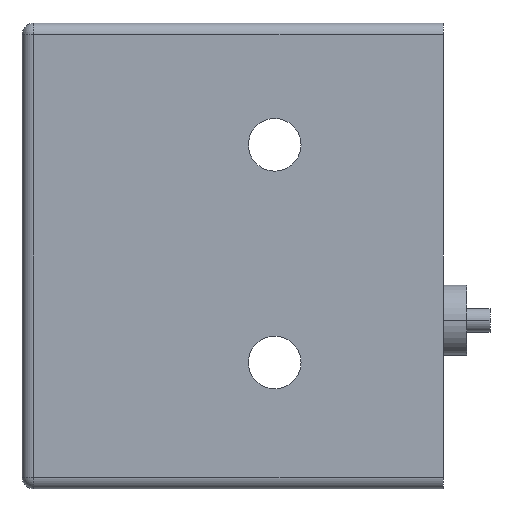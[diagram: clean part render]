
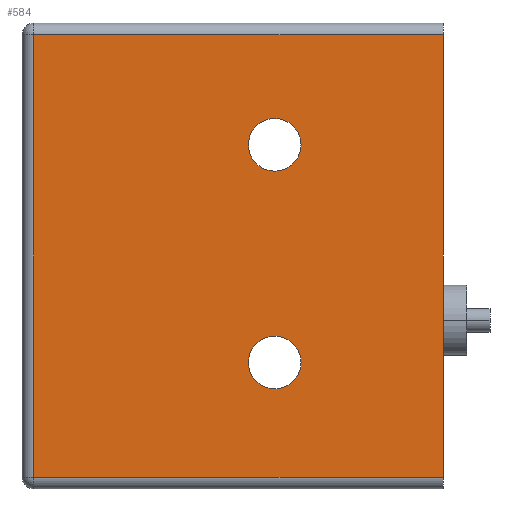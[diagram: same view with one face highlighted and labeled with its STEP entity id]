
A CAD part, front view. The second image highlights one B-rep face of the part: STEP entity #584.
In plain terms, the highlighted planar face has unit normal (0, -1, 0).
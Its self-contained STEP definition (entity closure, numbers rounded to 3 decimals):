
#57=CARTESIAN_POINT('Axis2P3D Location',(1.8,-3.,-4.65)) ;
#61=CARTESIAN_POINT('Vertex',(2.925,-3.,-4.65)) ;
#63=CARTESIAN_POINT('Vertex',(0.675,-3.,-4.65)) ;
#92=CARTESIAN_POINT('Axis2P3D Location',(1.8,-3.,-4.65)) ;
#252=CARTESIAN_POINT('Axis2P3D Location',(1.8,-3.,4.65)) ;
#256=CARTESIAN_POINT('Vertex',(0.675,-3.,4.65)) ;
#258=CARTESIAN_POINT('Vertex',(2.925,-3.,4.65)) ;
#287=CARTESIAN_POINT('Axis2P3D Location',(1.8,-3.,4.65)) ;
#353=CARTESIAN_POINT('Vertex',(-8.5,-3.,-9.55)) ;
#450=CARTESIAN_POINT('Line Origine',(0.,-3.,-9.55)) ;
#454=CARTESIAN_POINT('Vertex',(9.,-3.,-9.55)) ;
#518=CARTESIAN_POINT('Vertex',(9.,-3.,9.35)) ;
#521=CARTESIAN_POINT('Line Origine',(9.,-3.,-0.1)) ;
#553=CARTESIAN_POINT('Axis2P3D Location',(0.,-3.,9.85)) ;
#558=CARTESIAN_POINT('Line Origine',(-8.5,-3.,-0.1)) ;
#562=CARTESIAN_POINT('Vertex',(-8.5,-3.,9.35)) ;
#565=CARTESIAN_POINT('Line Origine',(0.25,-3.,9.35)) ;
#58=DIRECTION('Axis2P3D Direction',(-0.,-1.,-0.)) ;
#93=DIRECTION('Axis2P3D Direction',(-0.,-1.,-0.)) ;
#253=DIRECTION('Axis2P3D Direction',(0.,1.,-0.)) ;
#288=DIRECTION('Axis2P3D Direction',(0.,1.,-0.)) ;
#451=DIRECTION('Vector Direction',(-1.,0.,0.)) ;
#522=DIRECTION('Vector Direction',(0.,0.,-1.)) ;
#554=DIRECTION('Axis2P3D Direction',(0.,-1.,0.)) ;
#555=DIRECTION('Axis2P3D XDirection',(0.,0.,-1.)) ;
#559=DIRECTION('Vector Direction',(0.,0.,-1.)) ;
#566=DIRECTION('Vector Direction',(1.,0.,0.)) ;
#59=AXIS2_PLACEMENT_3D('Circle Axis2P3D',#57,#58,$) ;
#94=AXIS2_PLACEMENT_3D('Circle Axis2P3D',#92,#93,$) ;
#254=AXIS2_PLACEMENT_3D('Circle Axis2P3D',#252,#253,$) ;
#289=AXIS2_PLACEMENT_3D('Circle Axis2P3D',#287,#288,$) ;
#556=AXIS2_PLACEMENT_3D('Plane Axis2P3D',#553,#554,#555) ;
#571=ORIENTED_EDGE('',*,*,#564,.T.) ;
#572=ORIENTED_EDGE('',*,*,#456,.F.) ;
#573=ORIENTED_EDGE('',*,*,#525,.F.) ;
#574=ORIENTED_EDGE('',*,*,#569,.F.) ;
#577=ORIENTED_EDGE('',*,*,#96,.F.) ;
#578=ORIENTED_EDGE('',*,*,#65,.F.) ;
#581=ORIENTED_EDGE('',*,*,#291,.F.) ;
#582=ORIENTED_EDGE('',*,*,#260,.F.) ;
#579=FACE_BOUND('',#576,.T.) ;
#583=FACE_BOUND('',#580,.T.) ;
#452=VECTOR('Line Direction',#451,1.) ;
#523=VECTOR('Line Direction',#522,1.) ;
#560=VECTOR('Line Direction',#559,1.) ;
#567=VECTOR('Line Direction',#566,1.) ;
#584=ADVANCED_FACE('Corps principal',(#575,#579,#583),#557,.T.) ;
#60=CIRCLE('generated circle',#59,1.125) ;
#95=CIRCLE('generated circle',#94,1.125) ;
#255=CIRCLE('generated circle',#254,1.125) ;
#290=CIRCLE('generated circle',#289,1.125) ;
#65=EDGE_CURVE('',#62,#64,#60,.T.) ;
#96=EDGE_CURVE('',#64,#62,#95,.T.) ;
#260=EDGE_CURVE('',#257,#259,#255,.F.) ;
#291=EDGE_CURVE('',#259,#257,#290,.F.) ;
#456=EDGE_CURVE('',#455,#354,#453,.T.) ;
#525=EDGE_CURVE('',#519,#455,#524,.T.) ;
#564=EDGE_CURVE('',#563,#354,#561,.T.) ;
#569=EDGE_CURVE('',#563,#519,#568,.T.) ;
#570=EDGE_LOOP('',(#571,#572,#573,#574)) ;
#576=EDGE_LOOP('',(#577,#578)) ;
#580=EDGE_LOOP('',(#581,#582)) ;
#575=FACE_OUTER_BOUND('',#570,.T.) ;
#453=LINE('Line',#450,#452) ;
#524=LINE('Line',#521,#523) ;
#561=LINE('Line',#558,#560) ;
#568=LINE('Line',#565,#567) ;
#557=PLANE('Plane',#556) ;
#62=VERTEX_POINT('',#61) ;
#64=VERTEX_POINT('',#63) ;
#257=VERTEX_POINT('',#256) ;
#259=VERTEX_POINT('',#258) ;
#354=VERTEX_POINT('',#353) ;
#455=VERTEX_POINT('',#454) ;
#519=VERTEX_POINT('',#518) ;
#563=VERTEX_POINT('',#562) ;
